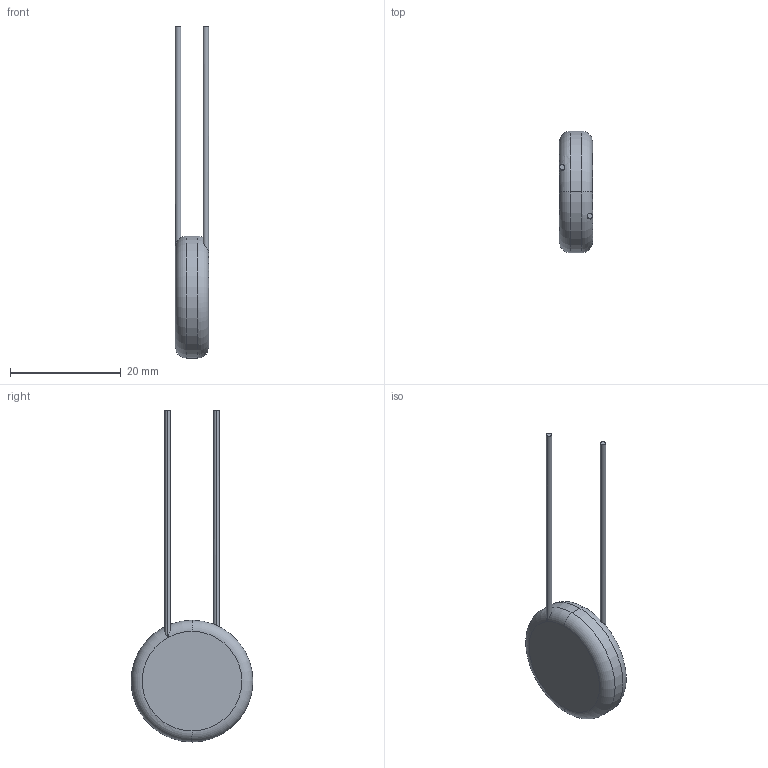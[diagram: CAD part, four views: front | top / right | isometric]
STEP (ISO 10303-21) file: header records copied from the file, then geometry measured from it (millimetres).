
FILE_DESCRIPTION(('STEP AP203'), '1');
FILE_NAME('SL22 5R012 AMETHERM - Thermistor.stp', '2018-07-24T08:09:50', ('UNSPECIFIED'), ('UNSPECIFIED'), 'ASCON STEP Converter 1.0', 'Kompas 3D', '');
FILE_SCHEMA(('CONFIG_CONTROL_DESIGN'));
Length unit declared in the file: millimetre
Products named in the file (1): 1
Bounding box: 6 x 22 x 60 mm (x, y, z)
Volume: 2229.4 mm3; surface area: 1301.6 mm2
Topology: 1 solids, 1 shells, 14 faces, 28 edges, 16 vertices
Faces by surface type: cylinder 6, torus 4, plane 4
Entity records: 625 total; most frequent: CARTESIAN_POINT 242, DIRECTION 72, ORIENTED_EDGE 56, AXIS2_PLACEMENT_3D 33, EDGE_CURVE 28, CIRCLE 18, VERTEX_POINT 16, EDGE_LOOP 15
